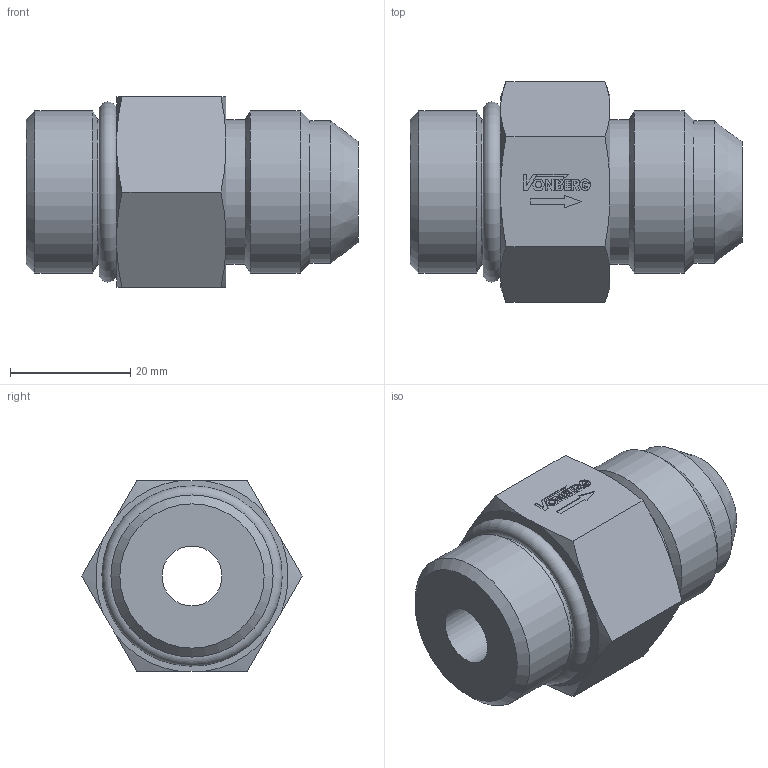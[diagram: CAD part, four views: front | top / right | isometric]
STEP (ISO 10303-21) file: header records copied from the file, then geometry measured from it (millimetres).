
FILE_DESCRIPTION((''),'2;1');
FILE_NAME('1112R.stp','2014-12-29T14:13:54',('jml'),(''),'Autodesk Inventor 2010','Autodesk Inventor 2010','');
FILE_SCHEMA(('AUTOMOTIVE_DESIGN { 1 0 10303 214 1 1 1 1 }'));
Length unit declared in the file: inch
Products named in the file (3): 1112R; 221416; 912 O-RING
Assembly tree (2 placements, depth 2):
  1112R
    221416
    912 O-RING
Bounding box: 55.24 x 36.66 x 31.75 mm (x, y, z)
Volume: 30644.9 mm3; surface area: 9075.3 mm2
Topology: 2 solids, 2 shells, 132 faces, 337 edges, 222 vertices
Faces by surface type: plane 93, cylinder 21, cone 17, torus 1
Full cylindrical faces by diameter (mm): 1.044 x1, 9.982 x1, 23.698 x1, 24.054 x2, 26.975 x2
Entity records: 3988 total; most frequent: CARTESIAN_POINT 730, ORIENTED_EDGE 648, DIRECTION 632, EDGE_CURVE 324, VECTOR 242, LINE 242, VERTEX_POINT 221, AXIS2_PLACEMENT_3D 195
